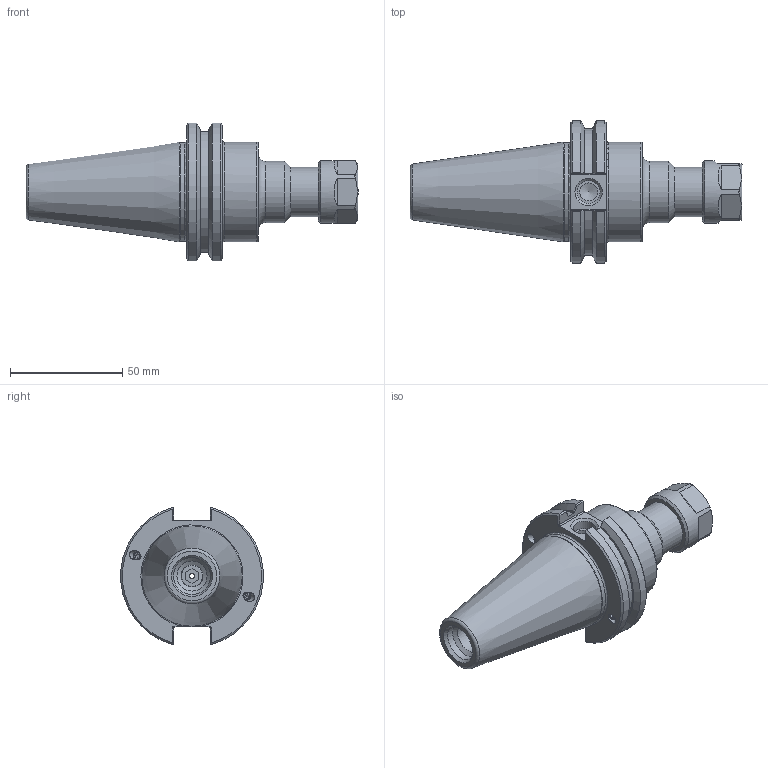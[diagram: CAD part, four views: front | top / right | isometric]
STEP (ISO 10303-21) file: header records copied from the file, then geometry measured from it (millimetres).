
FILE_DESCRIPTION(/* description */ ('ER COLLET CHUCK W/ ADB CLNT'),/* implementation_level */ '2;1');
FILE_NAME(/* name */ 'C40BC-16ERF300.stp',/* time_stamp */ '2017-01-19T16:32:58-05:00',/* author */ ('davhar'),/* organization */ (''),/* preprocessor_version */ 'ST-DEVELOPER v16.1',/* originating_system */ 'Autodesk Inventor 2016',/* authorisation */ '');
FILE_SCHEMA (('AUTOMOTIVE_DESIGN { 1 0 10303 214 3 1 1 }'));
Length unit declared in the file: inch
Products named in the file (6): C40BCB-16ER3-1; 029-965; C40BCB-16ER3-1_1; 16ERHN; BS-20; C40BC-16ERF3001
Assembly tree (8 placements, depth 3):
  C40BC-16ERF3001
    C40BCB-16ER3-1_1
      C40BCB-16ER3-1
      029-965  x4
    16ERHN
    BS-20
Bounding box: 147.62 x 63.26 x 61.11 mm (x, y, z)
Volume: 141755.9 mm3; surface area: 31156.8 mm2
Topology: 7 solids, 7 shells, 225 faces, 538 edges, 346 vertices
Faces by surface type: plane 102, cylinder 58, cone 42, torus 11, bspline 8, sphere 4
Full cylindrical faces by diameter (mm): 2.286 x1, 3.3 x4, 4 x8, 4.1 x4, 4.2 x4, 8 x1, 9.461 x1, 9.728 x1, 10.135 x1, 10.973 x1, 11.176 x1, 12.4 x1, 13.386 x1, 16.459 x1, 20.5 x1, 22 x1, 23 x1, 27.432 x1, 28 x1, 43.942 x1, 44.45 x1
Entity records: 6217 total; most frequent: CARTESIAN_POINT 2199, DIRECTION 792, ORIENTED_EDGE 734, EDGE_CURVE 367, AXIS2_PLACEMENT_3D 326, VERTEX_POINT 265, EDGE_LOOP 258, FACE_OUTER_BOUND 177
